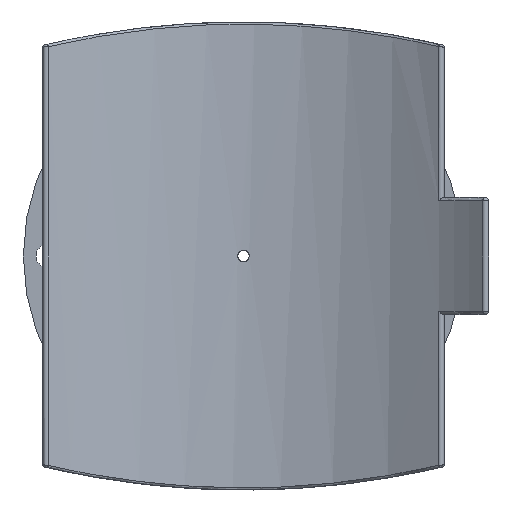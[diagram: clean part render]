
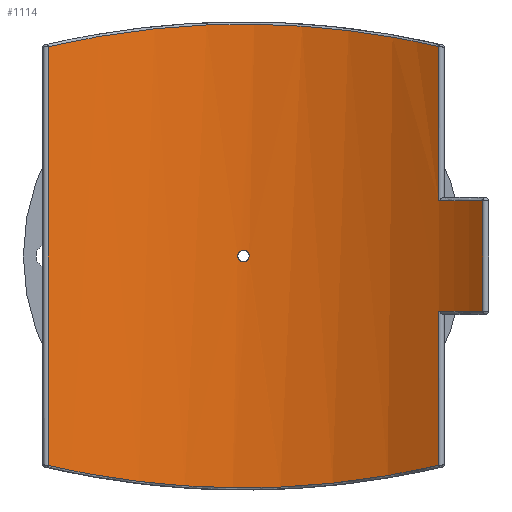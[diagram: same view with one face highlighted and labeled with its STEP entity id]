
A CAD part, front view. The second image highlights one B-rep face of the part: STEP entity #1114.
In plain terms, the highlighted cylindrical face has radius 315 mm (diameter 630 mm), a partial arc.
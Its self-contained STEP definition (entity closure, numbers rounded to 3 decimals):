
#71=CIRCLE('',#1202,315.);
#72=CIRCLE('',#1203,315.);
#148=LINE('',#2625,#178);
#149=LINE('',#2627,#179);
#150=LINE('',#2631,#180);
#151=LINE('',#2634,#181);
#178=VECTOR('',#1395,375.667);
#179=VECTOR('',#1396,138.483);
#180=VECTOR('',#1399,98.7);
#181=VECTOR('',#1402,138.483);
#197=FACE_BOUND('',#360,.T.);
#276=FACE_OUTER_BOUND('',#359,.T.);
#359=EDGE_LOOP('',(#856,#857,#858,#859,#860,#861,#862,#863));
#360=EDGE_LOOP('',(#864));
#484=B_SPLINE_CURVE_WITH_KNOTS('',3,(#2090,#2091,#2092,#2093,#2094,#2095,
#2096,#2097,#2098,#2099),.UNSPECIFIED.,.F.,.F.,(4,1,1,1,1,1,1,4),(-37.645,
-32.267,-26.889,-21.511,-16.134,
-10.756,-5.378,0.),.UNSPECIFIED.);
#499=B_SPLINE_CURVE_WITH_KNOTS('',3,(#2550,#2551,#2552,#2553,#2554,#2555,
#2556,#2557,#2558,#2559),.UNSPECIFIED.,.F.,.F.,(4,1,1,1,1,1,1,4),(-37.645,
-32.267,-26.889,-21.511,-16.134,
-10.756,-5.378,0.),.UNSPECIFIED.);
#503=B_SPLINE_CURVE_WITH_KNOTS('',3,(#2636,#2637,#2638,#2639,#2640,#2641,
#2642,#2643,#2644,#2645,#2646,#2647,#2648,#2649,#2650,#2651,#2652,#2653,
#2654,#2655,#2656,#2657,#2658,#2659,#2660,#2661,#2662,#2663,#2664,#2665,
#2666,#2667,#2668,#2669),.UNSPECIFIED.,.T.,.F.,(4,2,2,2,2,2,2,2,2,2,2,2,
2,2,2,2,4),(0.,0.196,0.392,0.588,0.784,
0.979,1.175,1.371,1.567,1.763,
1.959,2.155,2.351,2.546,2.742,
2.938,3.134),.UNSPECIFIED.);
#528=VERTEX_POINT('',#2011);
#530=VERTEX_POINT('',#2088);
#546=VERTEX_POINT('',#2471);
#548=VERTEX_POINT('',#2548);
#551=VERTEX_POINT('',#2626);
#552=VERTEX_POINT('',#2628);
#553=VERTEX_POINT('',#2630);
#554=VERTEX_POINT('',#2632);
#555=VERTEX_POINT('',#2635);
#637=EDGE_CURVE('',#530,#528,#484,.T.);
#669=EDGE_CURVE('',#548,#546,#499,.T.);
#676=EDGE_CURVE('',#546,#530,#148,.T.);
#677=EDGE_CURVE('',#551,#548,#149,.T.);
#678=EDGE_CURVE('',#552,#551,#71,.T.);
#679=EDGE_CURVE('',#553,#552,#150,.T.);
#680=EDGE_CURVE('',#554,#553,#72,.T.);
#681=EDGE_CURVE('',#528,#554,#151,.T.);
#682=EDGE_CURVE('',#555,#555,#503,.T.);
#856=ORIENTED_EDGE('',*,*,#637,.F.);
#857=ORIENTED_EDGE('',*,*,#676,.F.);
#858=ORIENTED_EDGE('',*,*,#669,.F.);
#859=ORIENTED_EDGE('',*,*,#677,.F.);
#860=ORIENTED_EDGE('',*,*,#678,.F.);
#861=ORIENTED_EDGE('',*,*,#679,.F.);
#862=ORIENTED_EDGE('',*,*,#680,.F.);
#863=ORIENTED_EDGE('',*,*,#681,.F.);
#864=ORIENTED_EDGE('',*,*,#682,.T.);
#1060=CYLINDRICAL_SURFACE('',#1201,315.);
#1114=ADVANCED_FACE('',(#276,#197),#1060,.F.);
#1201=AXIS2_PLACEMENT_3D('',#2624,#1393,#1394);
#1202=AXIS2_PLACEMENT_3D('',#2629,#1397,#1398);
#1203=AXIS2_PLACEMENT_3D('',#2633,#1400,#1401);
#1393=DIRECTION('center_axis',(0.,0.,1.));
#1394=DIRECTION('ref_axis',(-1.,0.,0.));
#1395=DIRECTION('',(0.,0.,1.));
#1396=DIRECTION('',(0.,0.,-1.));
#1397=DIRECTION('center_axis',(0.,0.,1.));
#1398=DIRECTION('ref_axis',(0.637,0.771,0.));
#1399=DIRECTION('',(0.,0.,-1.));
#1400=DIRECTION('center_axis',(0.,0.,-1.));
#1401=DIRECTION('ref_axis',(0.637,0.771,0.));
#1402=DIRECTION('',(0.,0.,-1.));
#2011=CARTESIAN_POINT('',(175.099,261.85,187.833));
#2088=CARTESIAN_POINT('',(-175.099,261.85,187.833));
#2090=CARTESIAN_POINT('Ctrl Pts',(-175.099,261.85,187.833));
#2091=CARTESIAN_POINT('Ctrl Pts',(-160.559,271.573,191.227));
#2092=CARTESIAN_POINT('Ctrl Pts',(-129.778,288.647,197.516));
#2093=CARTESIAN_POINT('Ctrl Pts',(-79.595,306.33,204.465));
#2094=CARTESIAN_POINT('Ctrl Pts',(-26.833,315.376,208.153));
#2095=CARTESIAN_POINT('Ctrl Pts',(26.834,315.377,208.154));
#2096=CARTESIAN_POINT('Ctrl Pts',(79.597,306.329,204.464));
#2097=CARTESIAN_POINT('Ctrl Pts',(129.777,288.648,197.516));
#2098=CARTESIAN_POINT('Ctrl Pts',(160.559,271.573,191.227));
#2099=CARTESIAN_POINT('Ctrl Pts',(175.099,261.85,187.833));
#2471=CARTESIAN_POINT('',(-175.099,261.85,-187.833));
#2548=CARTESIAN_POINT('',(175.099,261.85,-187.833));
#2550=CARTESIAN_POINT('Ctrl Pts',(175.099,261.85,-187.833));
#2551=CARTESIAN_POINT('Ctrl Pts',(160.559,271.573,-191.227));
#2552=CARTESIAN_POINT('Ctrl Pts',(129.778,288.647,-197.516));
#2553=CARTESIAN_POINT('Ctrl Pts',(79.595,306.33,-204.465));
#2554=CARTESIAN_POINT('Ctrl Pts',(26.833,315.376,-208.153));
#2555=CARTESIAN_POINT('Ctrl Pts',(-26.834,315.377,-208.154));
#2556=CARTESIAN_POINT('Ctrl Pts',(-79.597,306.329,-204.464));
#2557=CARTESIAN_POINT('Ctrl Pts',(-129.777,288.648,-197.516));
#2558=CARTESIAN_POINT('Ctrl Pts',(-160.559,271.573,-191.227));
#2559=CARTESIAN_POINT('Ctrl Pts',(-175.099,261.85,-187.833));
#2624=CARTESIAN_POINT('Origin',(0.,0.,0.));
#2625=CARTESIAN_POINT('',(-175.099,261.85,0.));
#2626=CARTESIAN_POINT('',(175.099,261.85,-49.35));
#2627=CARTESIAN_POINT('',(175.099,261.85,0.));
#2628=CARTESIAN_POINT('',(214.703,230.494,-49.35));
#2629=CARTESIAN_POINT('Origin',(0.,0.,-49.35));
#2630=CARTESIAN_POINT('',(214.703,230.494,49.35));
#2631=CARTESIAN_POINT('',(214.703,230.494,0.));
#2632=CARTESIAN_POINT('',(175.099,261.85,49.35));
#2633=CARTESIAN_POINT('Origin',(0.,0.,49.35));
#2634=CARTESIAN_POINT('',(175.099,261.85,0.));
#2635=CARTESIAN_POINT('',(5.2,314.957,0.));
#2636=CARTESIAN_POINT('Ctrl Pts',(5.2,314.957,0.));
#2637=CARTESIAN_POINT('Ctrl Pts',(5.2,314.957,-0.653));
#2638=CARTESIAN_POINT('Ctrl Pts',(5.07,314.959,-1.349));
#2639=CARTESIAN_POINT('Ctrl Pts',(4.539,314.967,-2.631));
#2640=CARTESIAN_POINT('Ctrl Pts',(4.139,314.973,-3.215));
#2641=CARTESIAN_POINT('Ctrl Pts',(3.215,314.984,-4.139));
#2642=CARTESIAN_POINT('Ctrl Pts',(2.631,314.99,-4.539));
#2643=CARTESIAN_POINT('Ctrl Pts',(1.349,314.998,-5.07));
#2644=CARTESIAN_POINT('Ctrl Pts',(0.653,315.,-5.2));
#2645=CARTESIAN_POINT('Ctrl Pts',(-0.653,315.,-5.2));
#2646=CARTESIAN_POINT('Ctrl Pts',(-1.349,314.998,-5.07));
#2647=CARTESIAN_POINT('Ctrl Pts',(-2.631,314.99,-4.539));
#2648=CARTESIAN_POINT('Ctrl Pts',(-3.215,314.984,-4.139));
#2649=CARTESIAN_POINT('Ctrl Pts',(-4.139,314.973,-3.215));
#2650=CARTESIAN_POINT('Ctrl Pts',(-4.539,314.967,-2.631));
#2651=CARTESIAN_POINT('Ctrl Pts',(-5.07,314.959,-1.349));
#2652=CARTESIAN_POINT('Ctrl Pts',(-5.2,314.957,-0.653));
#2653=CARTESIAN_POINT('Ctrl Pts',(-5.2,314.957,0.653));
#2654=CARTESIAN_POINT('Ctrl Pts',(-5.07,314.959,1.349));
#2655=CARTESIAN_POINT('Ctrl Pts',(-4.539,314.967,2.631));
#2656=CARTESIAN_POINT('Ctrl Pts',(-4.139,314.973,3.215));
#2657=CARTESIAN_POINT('Ctrl Pts',(-3.215,314.984,4.139));
#2658=CARTESIAN_POINT('Ctrl Pts',(-2.631,314.99,4.539));
#2659=CARTESIAN_POINT('Ctrl Pts',(-1.349,314.998,5.07));
#2660=CARTESIAN_POINT('Ctrl Pts',(-0.653,315.,5.2));
#2661=CARTESIAN_POINT('Ctrl Pts',(0.653,315.,5.2));
#2662=CARTESIAN_POINT('Ctrl Pts',(1.349,314.998,5.07));
#2663=CARTESIAN_POINT('Ctrl Pts',(2.631,314.99,4.539));
#2664=CARTESIAN_POINT('Ctrl Pts',(3.215,314.984,4.139));
#2665=CARTESIAN_POINT('Ctrl Pts',(4.139,314.973,3.215));
#2666=CARTESIAN_POINT('Ctrl Pts',(4.539,314.967,2.631));
#2667=CARTESIAN_POINT('Ctrl Pts',(5.07,314.959,1.349));
#2668=CARTESIAN_POINT('Ctrl Pts',(5.2,314.957,0.653));
#2669=CARTESIAN_POINT('Ctrl Pts',(5.2,314.957,0.));
